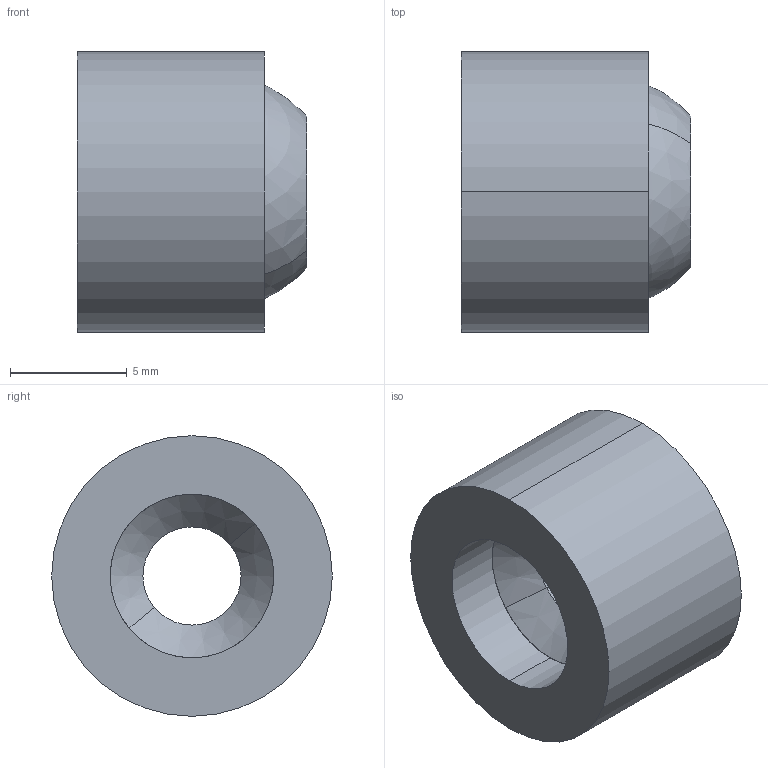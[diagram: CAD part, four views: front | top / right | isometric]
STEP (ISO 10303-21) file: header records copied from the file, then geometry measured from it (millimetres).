
FILE_DESCRIPTION (( 'STEP AP214' ), '1' );
FILE_NAME ('KU1.U12.001.010.STEP', '2023-09-19T06:34:37', ( '' ), ( '' ), 'SwSTEP 2.0', 'SolidWorks 2017', '' );
FILE_SCHEMA (( 'AUTOMOTIVE_DESIGN' ));
Length unit declared in the file: millimetre
Products named in the file (3): KU1-U12.001.010_2; KU1-U12.001.010_1; KU1.U12.001.010
Assembly tree (2 placements, depth 2):
  KU1.U12.001.010
    KU1-U12.001.010_1
    KU1-U12.001.010_2
Bounding box: 9.8 x 12 x 12 mm (x, y, z)
Volume: 784.5 mm3; surface area: 1013.4 mm2
Topology: 2 solids, 2 shells, 17 faces, 48 edges, 30 vertices
Faces by surface type: cylinder 6, sphere 4, cone 4, plane 3
Entity records: 628 total; most frequent: DIRECTION 110, CARTESIAN_POINT 84, ORIENTED_EDGE 76, AXIS2_PLACEMENT_3D 50, EDGE_CURVE 38, CIRCLE 28, VERTEX_POINT 24, EDGE_LOOP 20
